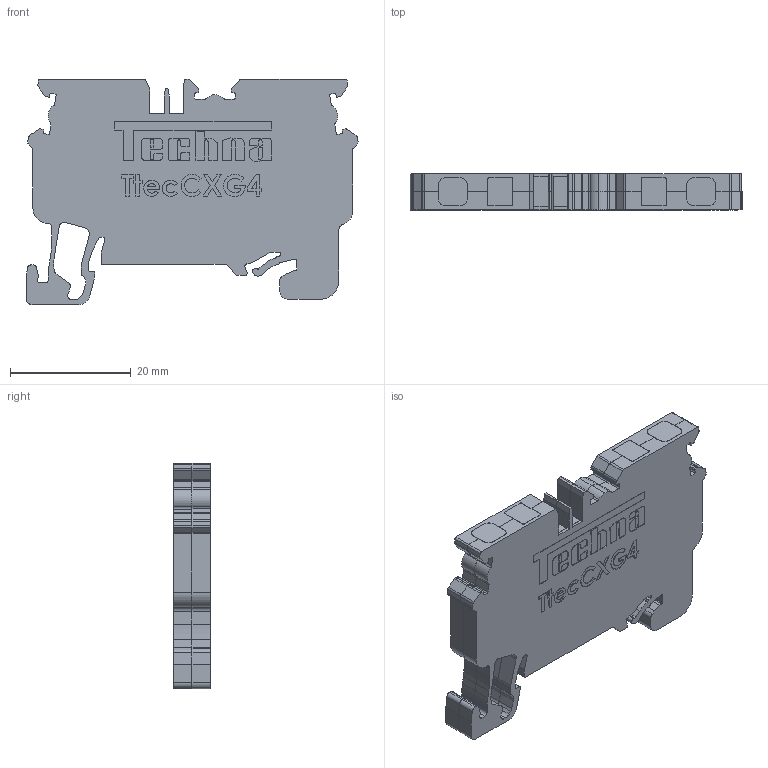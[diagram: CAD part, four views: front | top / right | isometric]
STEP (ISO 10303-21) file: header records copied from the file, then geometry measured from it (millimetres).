
FILE_DESCRIPTION (( 'STEP AP214' ), '1' );
FILE_NAME ('TtecCXG4.STEP', '2020-07-22T08:24:01', ( '' ), ( '' ), 'SwSTEP 2.0', 'SolidWorks 2020', '' );
FILE_SCHEMA (( 'AUTOMOTIVE_DESIGN' ));
Length unit declared in the file: millimetre
Products named in the file (1): TtecCXG4
Bounding box: 55.1 x 6 x 37.4 mm (x, y, z)
Volume: 9313.8 mm3; surface area: 4996.5 mm2
Topology: 1 solids, 1 shells, 946 faces, 2719 edges, 1812 vertices
Faces by surface type: plane 522, cylinder 354, bspline 70
Entity records: 43033 total; most frequent: CARTESIAN_POINT 10024, ORIENTED_EDGE 5438, DIRECTION 5038, EDGE_CURVE 2719, VECTOR 1866, LINE 1866, VERTEX_POINT 1812, AXIS2_PLACEMENT_3D 1586
